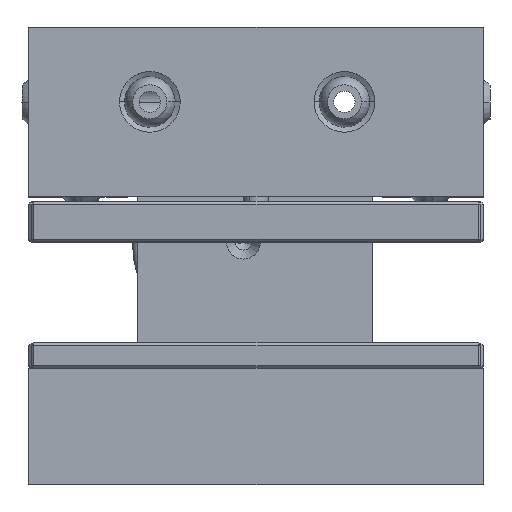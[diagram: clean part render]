
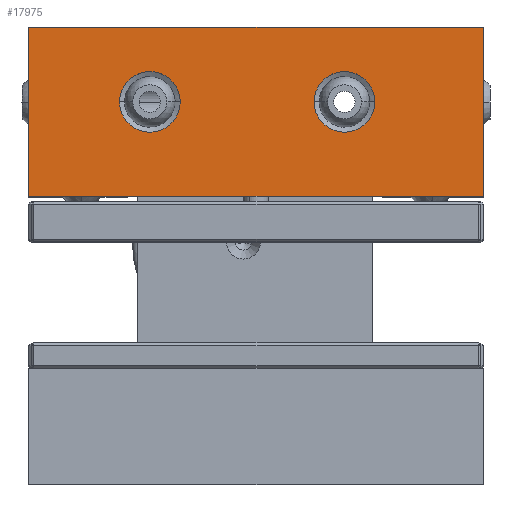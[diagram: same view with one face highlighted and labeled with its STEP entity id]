
A CAD part, top view. The second image highlights one B-rep face of the part: STEP entity #17975.
In plain terms, the highlighted planar face has unit normal (0, 0, 1).
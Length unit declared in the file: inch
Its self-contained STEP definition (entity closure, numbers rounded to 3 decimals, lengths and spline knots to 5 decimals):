
#25 = ORIENTED_EDGE ( 'NONE', *, *, #22809, .F. ) ;
#280 = AXIS2_PLACEMENT_3D ( 'NONE', #3228, #13145, #24907 ) ;
#476 = CARTESIAN_POINT ( 'NONE',  ( 1.10914, 2.63113, 2.35962 ) ) ;
#953 = VERTEX_POINT ( 'NONE', #18430 ) ;
#1085 = VERTEX_POINT ( 'NONE', #12743 ) ;
#1474 = DIRECTION ( 'NONE',  ( 1., 0., 0. ) ) ;
#1638 = VERTEX_POINT ( 'NONE', #18949 ) ;
#1988 = VECTOR ( 'NONE', #21550, 39.37008 ) ;
#2228 = CARTESIAN_POINT ( 'NONE',  ( -2.43417, 2.63113, 2.35962 ) ) ;
#2432 = VERTEX_POINT ( 'NONE', #10985 ) ;
#2469 = CARTESIAN_POINT ( 'NONE',  ( -2.43417, 2.63113, 2.35962 ) ) ;
#2544 = CIRCLE ( 'NONE', #11848, 0.23622 ) ;
#3228 = CARTESIAN_POINT ( 'NONE',  ( -2.43417, -0.93186, 2.35962 ) ) ;
#3926 = FACE_BOUND ( 'NONE', #13293, .T. ) ;
#4151 = DIRECTION ( 'NONE',  ( 0., -1., 0. ) ) ;
#4419 = ORIENTED_EDGE ( 'NONE', *, *, #15476, .F. ) ;
#4871 = ORIENTED_EDGE ( 'NONE', *, *, #20930, .F. ) ;
#5228 = EDGE_CURVE ( 'NONE', #1638, #22985, #12619, .T. ) ;
#5626 = CARTESIAN_POINT ( 'NONE',  ( 1.10914, 1.31223, 2.35962 ) ) ;
#6208 = CARTESIAN_POINT ( 'NONE',  ( 0.02646, 2.04885, 2.35962 ) ) ;
#6468 = ORIENTED_EDGE ( 'NONE', *, *, #21941, .T. ) ;
#7001 = CARTESIAN_POINT ( 'NONE',  ( 1.10914, 2.63113, 2.35962 ) ) ;
#7218 = EDGE_CURVE ( 'NONE', #16791, #7641, #24896, .T. ) ;
#7641 = VERTEX_POINT ( 'NONE', #2469 ) ;
#7982 = ORIENTED_EDGE ( 'NONE', *, *, #17733, .F. ) ;
#9880 = ORIENTED_EDGE ( 'NONE', *, *, #17061, .T. ) ;
#10267 = DIRECTION ( 'NONE',  ( 1., 0., 0. ) ) ;
#10482 = CIRCLE ( 'NONE', #22871, 0.23622 ) ;
#10521 = DIRECTION ( 'NONE',  ( 0., 0., 1. ) ) ;
#10681 = DIRECTION ( 'NONE',  ( 1., 0., 0. ) ) ;
#10985 = CARTESIAN_POINT ( 'NONE',  ( -0.20976, 2.04885, 2.35962 ) ) ;
#11362 = DIRECTION ( 'NONE',  ( 0., 0., 1. ) ) ;
#11568 = VECTOR ( 'NONE', #21139, 39.37008 ) ;
#11663 = VECTOR ( 'NONE', #21643, 39.37008 ) ;
#11848 = AXIS2_PLACEMENT_3D ( 'NONE', #23227, #11362, #1474 ) ;
#11990 = EDGE_LOOP ( 'NONE', ( #9880, #25609, #6468, #12492 ) ) ;
#12291 = DIRECTION ( 'NONE',  ( 0., 0., 1. ) ) ;
#12362 = CARTESIAN_POINT ( 'NONE',  ( 0.26268, 2.04885, 2.35962 ) ) ;
#12492 = ORIENTED_EDGE ( 'NONE', *, *, #7218, .T. ) ;
#12619 = LINE ( 'NONE', #5626, #11663 ) ;
#12632 = DIRECTION ( 'NONE',  ( 0., 0., 1. ) ) ;
#12634 = CARTESIAN_POINT ( 'NONE',  ( -1.48929, 2.04885, 2.35962 ) ) ;
#12743 = CARTESIAN_POINT ( 'NONE',  ( -1.72551, 2.04885, 2.35962 ) ) ;
#12972 = FACE_BOUND ( 'NONE', #21953, .T. ) ;
#13145 = DIRECTION ( 'NONE',  ( 0., 0., 1. ) ) ;
#13293 = EDGE_LOOP ( 'NONE', ( #7982, #25 ) ) ;
#15476 = EDGE_CURVE ( 'NONE', #1085, #953, #18913, .T. ) ;
#16600 = DIRECTION ( 'NONE',  ( 1., 0., 0. ) ) ;
#16770 = PLANE ( 'NONE',  #280 ) ;
#16791 = VERTEX_POINT ( 'NONE', #476 ) ;
#17061 = EDGE_CURVE ( 'NONE', #7641, #22985, #23496, .T. ) ;
#17270 = FACE_OUTER_BOUND ( 'NONE', #11990, .T. ) ;
#17506 = LINE ( 'NONE', #7001, #1988 ) ;
#17733 = EDGE_CURVE ( 'NONE', #24478, #2432, #10482, .T. ) ;
#17975 = ADVANCED_FACE ( 'NONE', ( #12972, #3926, #17270 ), #16770, .T. ) ;
#18235 = VECTOR ( 'NONE', #4151, 39.37008 ) ;
#18430 = CARTESIAN_POINT ( 'NONE',  ( -1.25306, 2.04885, 2.35962 ) ) ;
#18913 = CIRCLE ( 'NONE', #25164, 0.23622 ) ;
#18949 = CARTESIAN_POINT ( 'NONE',  ( 1.10914, 1.31223, 2.35962 ) ) ;
#19284 = AXIS2_PLACEMENT_3D ( 'NONE', #22547, #12632, #10681 ) ;
#19759 = CARTESIAN_POINT ( 'NONE',  ( -2.43417, 1.31223, 2.35962 ) ) ;
#20930 = EDGE_CURVE ( 'NONE', #953, #1085, #25604, .T. ) ;
#21139 = DIRECTION ( 'NONE',  ( -1., 0., 0. ) ) ;
#21550 = DIRECTION ( 'NONE',  ( 0., 1., 0. ) ) ;
#21643 = DIRECTION ( 'NONE',  ( -1., 0., 0. ) ) ;
#21941 = EDGE_CURVE ( 'NONE', #1638, #16791, #17506, .T. ) ;
#21953 = EDGE_LOOP ( 'NONE', ( #4871, #4419 ) ) ;
#22547 = CARTESIAN_POINT ( 'NONE',  ( -1.48929, 2.04885, 2.35962 ) ) ;
#22809 = EDGE_CURVE ( 'NONE', #2432, #24478, #2544, .T. ) ;
#22871 = AXIS2_PLACEMENT_3D ( 'NONE', #6208, #12291, #10267 ) ;
#22985 = VERTEX_POINT ( 'NONE', #19759 ) ;
#23227 = CARTESIAN_POINT ( 'NONE',  ( 0.02646, 2.04885, 2.35962 ) ) ;
#23496 = LINE ( 'NONE', #2228, #18235 ) ;
#24478 = VERTEX_POINT ( 'NONE', #12362 ) ;
#24896 = LINE ( 'NONE', #25218, #11568 ) ;
#24907 = DIRECTION ( 'NONE',  ( 1., 0., 0. ) ) ;
#25164 = AXIS2_PLACEMENT_3D ( 'NONE', #12634, #10521, #16600 ) ;
#25218 = CARTESIAN_POINT ( 'NONE',  ( -2.43417, 2.63113, 2.35962 ) ) ;
#25604 = CIRCLE ( 'NONE', #19284, 0.23622 ) ;
#25609 = ORIENTED_EDGE ( 'NONE', *, *, #5228, .F. ) ;
